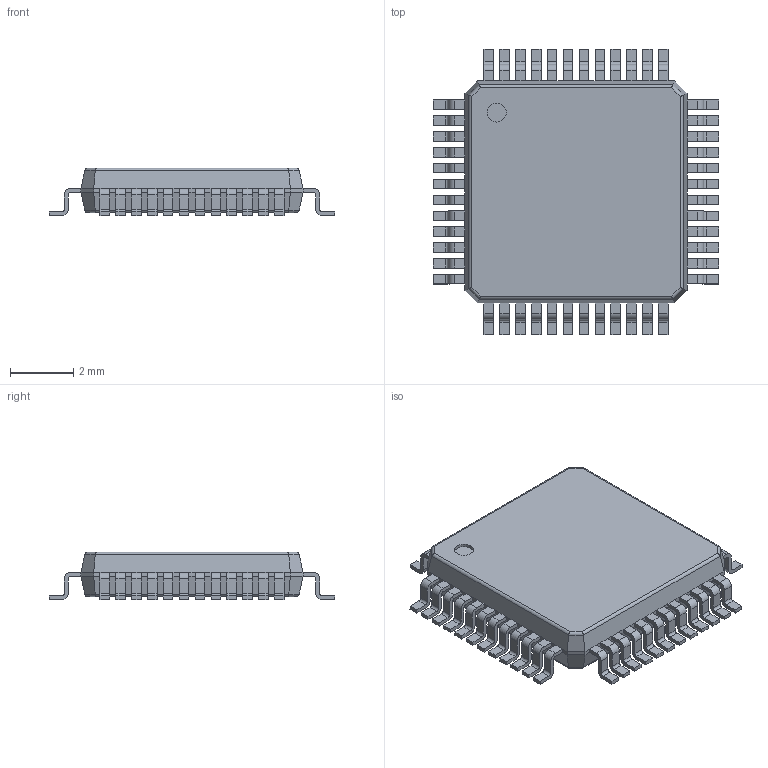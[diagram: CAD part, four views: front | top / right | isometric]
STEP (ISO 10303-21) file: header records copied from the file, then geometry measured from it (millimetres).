
FILE_DESCRIPTION((''),'2;1');
FILE_NAME('LQFP-48.stp','2013-03-21T12:13:33',('yvshub'),(''),'Autodesk Inventor 2011','Autodesk Inventor 2011','');
FILE_SCHEMA(('AUTOMOTIVE_DESIGN { 1 0 10303 214 1 1 1 1 }'));
Length unit declared in the file: millimetre
Products named in the file (1): LQFP-48
Bounding box: 9 x 9 x 1.5 mm (x, y, z)
Volume: 68.6 mm3; surface area: 192.9 mm2
Topology: 1 solids, 1 shells, 716 faces, 1915 edges, 1202 vertices
Faces by surface type: plane 507, cylinder 209
Full cylindrical faces by diameter (mm): 0.6 x1
Entity records: 22103 total; most frequent: CARTESIAN_POINT 3833, ORIENTED_EDGE 3828, DIRECTION 3750, EDGE_CURVE 1914, VECTOR 1512, LINE 1512, VERTEX_POINT 1202, AXIS2_PLACEMENT_3D 1119
